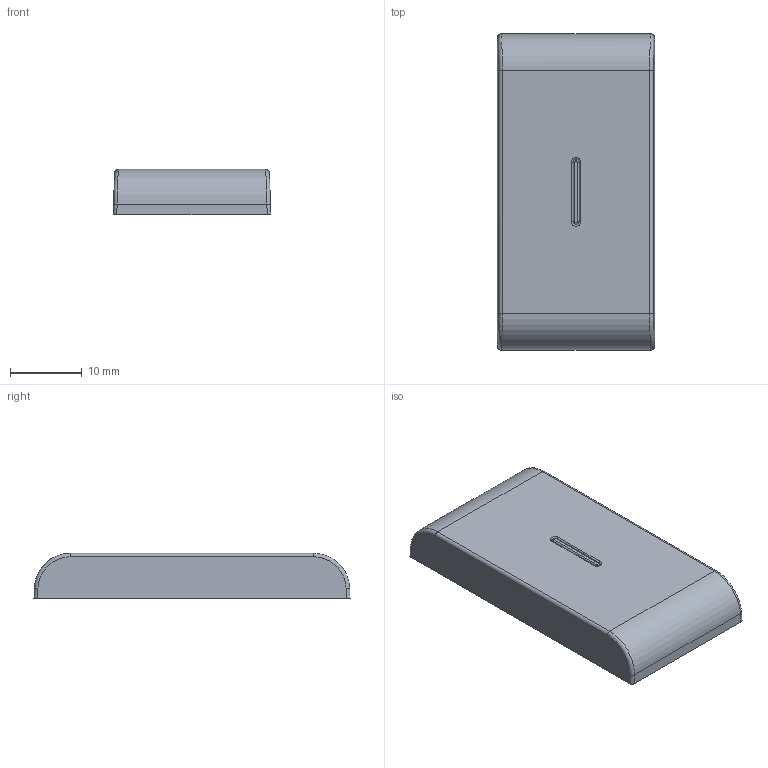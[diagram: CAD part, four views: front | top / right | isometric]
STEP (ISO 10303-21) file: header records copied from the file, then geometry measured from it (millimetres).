
FILE_DESCRIPTION(('CATIA V5 STEP Exchange','CAx-IF Rec.Pracs.--- Model Styling and Organization---1.4--- 2014-01-23'),'2;1');
FILE_NAME('GW10555S.stp','2024-02-13T13:48:18+00:00',('none'),('none'),'CATIA Version 5-6 Release 2019 SP6','CATIA V5 STEP AP214 v1','none');
FILE_SCHEMA(('AUTOMOTIVE_DESIGN { 1 0 10303 214 1 1 1 1 }'));
Length unit declared in the file: millimetre
Products named in the file (1): GW10555S
Bounding box: 21.9 x 43.9 x 6.3 mm (x, y, z)
Volume: 2192.9 mm3; surface area: 3111.5 mm2
Topology: 2 solids, 2 shells, 143 faces, 364 edges, 227 vertices
Faces by surface type: plane 68, cylinder 51, bspline 14, torus 6, cone 4
Entity records: 5002 total; most frequent: CARTESIAN_POINT 1710, ORIENTED_EDGE 728, DIRECTION 483, EDGE_CURVE 364, VERTEX_POINT 227, VECTOR 211, LINE 211, AXIS2_PLACEMENT_3D 179
